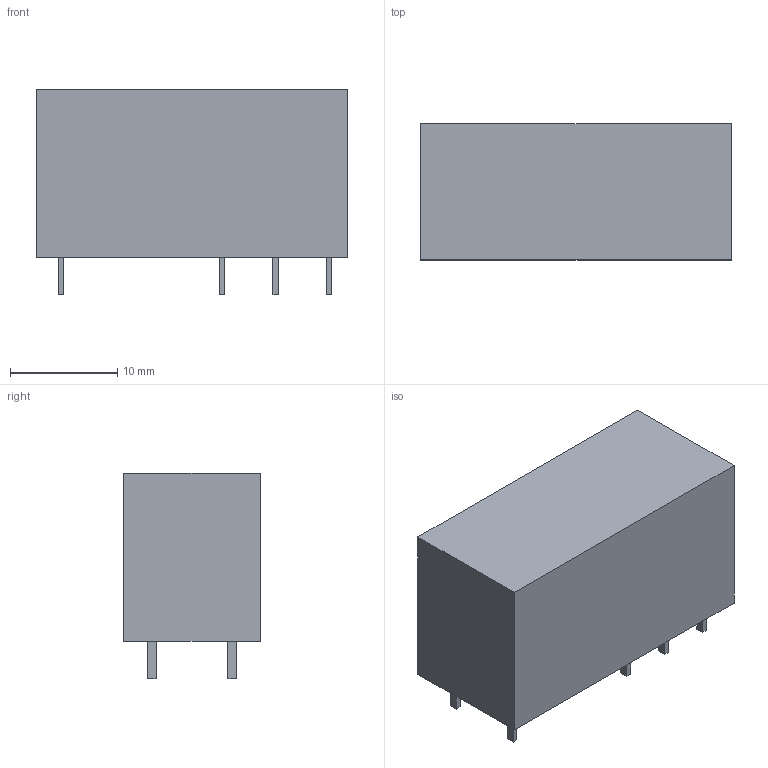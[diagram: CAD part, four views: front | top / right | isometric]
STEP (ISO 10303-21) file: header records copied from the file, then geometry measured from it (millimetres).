
FILE_DESCRIPTION(('FreeCAD Model'),'2;1');
FILE_NAME('parts/3DModels/relay_G2RL-1-E/Part 1.step','2017-12-27T21:02:21',('kicad StepUp'),('ksu MCAD' ),'Open CASCADE STEP processor 6.8','FreeCAD','Unknown');
FILE_SCHEMA(('AUTOMOTIVE_DESIGN_CC2 { 1 2 10303 214 -1 1 5 4 }'));
Length unit declared in the file: millimetre
Products named in the file (1): Part_1
Bounding box: 29 x 12.7 x 19.2 mm (x, y, z)
Volume: 5793.5 mm3; surface area: 2118.8 mm2
Topology: 1 solids, 1 shells, 46 faces, 108 edges, 72 vertices
Faces by surface type: plane 46
Entity records: 1626 total; most frequent: CARTESIAN_POINT 227, ORIENTED_EDGE 216, DIRECTION 202, EDGE_CURVE 108, LINE 108, VECTOR 108, VERTEX_POINT 72, FACE_BOUND 54
